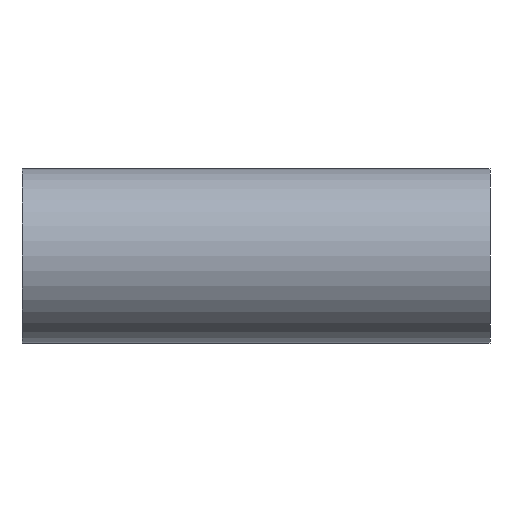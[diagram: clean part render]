
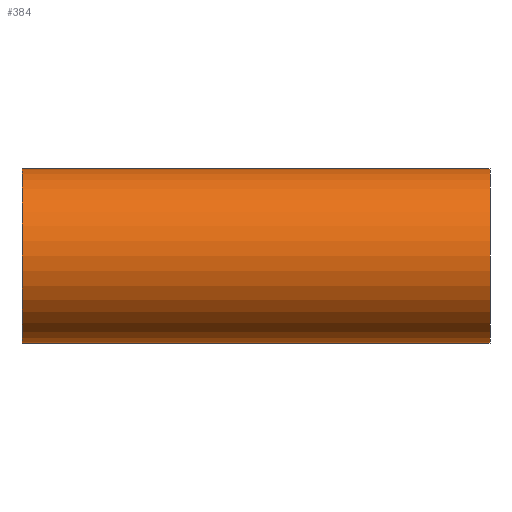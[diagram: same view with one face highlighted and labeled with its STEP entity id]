
A CAD part, front view. The second image highlights one B-rep face of the part: STEP entity #384.
In plain terms, the highlighted cylindrical face has radius 17.462 mm (diameter 34.925 mm), a partial arc.
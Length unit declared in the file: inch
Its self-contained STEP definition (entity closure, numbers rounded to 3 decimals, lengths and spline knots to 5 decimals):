
#4 = EDGE_CURVE ( 'NONE', #572, #585, #272, .T. ) ;
#35 = EDGE_CURVE ( 'NONE', #585, #567, #354, .T. ) ;
#43 = AXIS2_PLACEMENT_3D ( 'NONE', #556, #640, #630 ) ;
#64 = EDGE_CURVE ( 'NONE', #578, #567, #300, .T. ) ;
#73 = AXIS2_PLACEMENT_3D ( 'NONE', #653, #646, #553 ) ;
#80 = EDGE_CURVE ( 'NONE', #662, #572, #262, .T. ) ;
#96 = EDGE_CURVE ( 'NONE', #661, #578, #357, .T. ) ;
#99 = AXIS2_PLACEMENT_3D ( 'NONE', #542, #535, #528 ) ;
#110 = EDGE_CURVE ( 'NONE', #662, #661, #302, .T. ) ;
#167 = ORIENTED_EDGE ( 'NONE', *, *, #96, .F. ) ;
#190 = ORIENTED_EDGE ( 'NONE', *, *, #64, .F. ) ;
#191 = ORIENTED_EDGE ( 'NONE', *, *, #35, .T. ) ;
#192 = ORIENTED_EDGE ( 'NONE', *, *, #4, .T. ) ;
#193 = ORIENTED_EDGE ( 'NONE', *, *, #80, .T. ) ;
#194 = ORIENTED_EDGE ( 'NONE', *, *, #110, .F. ) ;
#223 = EDGE_LOOP ( 'NONE', ( #194, #193, #192, #191, #190, #167 ) ) ;
#262 = CIRCLE ( 'NONE', #43, 0.6875 ) ;
#268 = VECTOR ( 'NONE', #570, 39.37008 ) ;
#272 = LINE ( 'NONE', #566, #268 ) ;
#285 = VECTOR ( 'NONE', #529, 39.37008 ) ;
#286 = VECTOR ( 'NONE', #705, 39.37008 ) ;
#300 = CIRCLE ( 'NONE', #73, 0.6875 ) ;
#302 = LINE ( 'NONE', #668, #318 ) ;
#310 = FACE_OUTER_BOUND ( 'NONE', #223, .T. ) ;
#313 = CYLINDRICAL_SURFACE ( 'NONE', #99, 0.6875 ) ;
#318 = VECTOR ( 'NONE', #667, 39.37008 ) ;
#354 = LINE ( 'NONE', #523, #285 ) ;
#357 = LINE ( 'NONE', #675, #286 ) ;
#384 = ADVANCED_FACE ( 'NONE', ( #310 ), #313, .T. ) ;
#461 = CARTESIAN_POINT ( 'NONE',  ( 1.3125, 0., -0.6875 ) ) ;
#463 = CARTESIAN_POINT ( 'NONE',  ( 0., 0., -0.6875 ) ) ;
#498 = CARTESIAN_POINT ( 'NONE',  ( -2.375, 0., -0.6875 ) ) ;
#523 = CARTESIAN_POINT ( 'NONE',  ( -2.375, 0., 0.6875 ) ) ;
#528 = DIRECTION ( 'NONE',  ( 0., 0., 1. ) ) ;
#529 = DIRECTION ( 'NONE',  ( -1., 0., 0. ) ) ;
#530 = CARTESIAN_POINT ( 'NONE',  ( -2.375, 0., 0.6875 ) ) ;
#535 = DIRECTION ( 'NONE',  ( -1., 0., 0. ) ) ;
#542 = CARTESIAN_POINT ( 'NONE',  ( -2.375, 0., 0. ) ) ;
#553 = DIRECTION ( 'NONE',  ( 0., 0., 1. ) ) ;
#556 = CARTESIAN_POINT ( 'NONE',  ( 1.3125, 0., 0. ) ) ;
#566 = CARTESIAN_POINT ( 'NONE',  ( -2.375, 0., 0.6875 ) ) ;
#567 = VERTEX_POINT ( 'NONE', #530 ) ;
#570 = DIRECTION ( 'NONE',  ( -1., 0., 0. ) ) ;
#572 = VERTEX_POINT ( 'NONE', #635 ) ;
#578 = VERTEX_POINT ( 'NONE', #498 ) ;
#585 = VERTEX_POINT ( 'NONE', #671 ) ;
#630 = DIRECTION ( 'NONE',  ( 0., 0., 1. ) ) ;
#635 = CARTESIAN_POINT ( 'NONE',  ( 1.3125, 0., 0.6875 ) ) ;
#640 = DIRECTION ( 'NONE',  ( -1., 0., 0. ) ) ;
#646 = DIRECTION ( 'NONE',  ( -1., 0., 0. ) ) ;
#653 = CARTESIAN_POINT ( 'NONE',  ( -2.375, 0., 0. ) ) ;
#661 = VERTEX_POINT ( 'NONE', #463 ) ;
#662 = VERTEX_POINT ( 'NONE', #461 ) ;
#667 = DIRECTION ( 'NONE',  ( -1., 0., 0. ) ) ;
#668 = CARTESIAN_POINT ( 'NONE',  ( -2.375, 0., -0.6875 ) ) ;
#671 = CARTESIAN_POINT ( 'NONE',  ( 0., 0., 0.6875 ) ) ;
#675 = CARTESIAN_POINT ( 'NONE',  ( -2.375, 0., -0.6875 ) ) ;
#705 = DIRECTION ( 'NONE',  ( -1., 0., 0. ) ) ;
